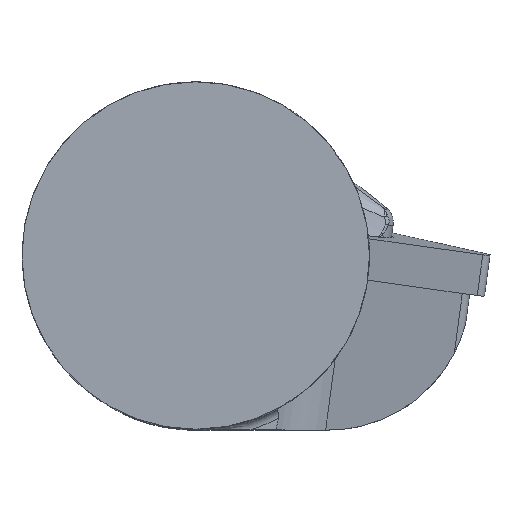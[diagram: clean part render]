
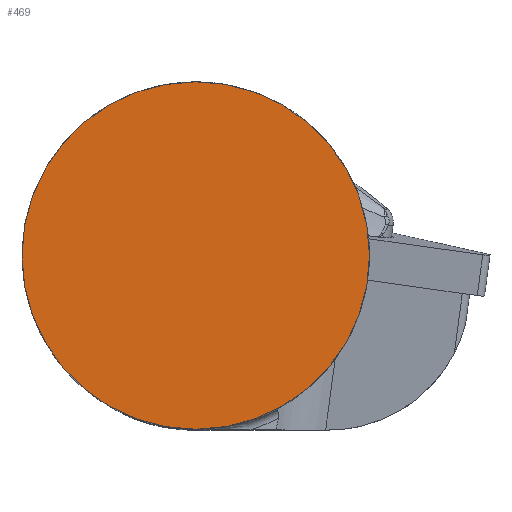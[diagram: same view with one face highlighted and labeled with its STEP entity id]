
A CAD part, top view. The second image highlights one B-rep face of the part: STEP entity #469.
In plain terms, the highlighted planar face has unit normal (0, 0, 1).
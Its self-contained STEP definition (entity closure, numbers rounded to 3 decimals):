
#157=PLANE('',#1919);
#203=CIRCLE('',#1918,20.);
#469=ADVANCED_FACE('',(#585),#157,.T.);
#585=FACE_OUTER_BOUND('',#676,.T.);
#676=EDGE_LOOP('',(#919));
#919=ORIENTED_EDGE('',*,*,#1607,.F.);
#1431=VERTEX_POINT('',#2810);
#1607=EDGE_CURVE('',#1431,#1431,#203,.T.);
#1918=AXIS2_PLACEMENT_3D('',#2809,#2113,#2114);
#1919=AXIS2_PLACEMENT_3D('',#2811,#2115,#2116);
#2113=DIRECTION('',(0.,0.,-1.));
#2114=DIRECTION('',(1.,0.,0.));
#2115=DIRECTION('',(0.,0.,1.));
#2116=DIRECTION('',(1.,0.,0.));
#2809=CARTESIAN_POINT('',(0.,0.,0.));
#2810=CARTESIAN_POINT('',(20.,0.,0.));
#2811=CARTESIAN_POINT('',(0.,0.,0.));
